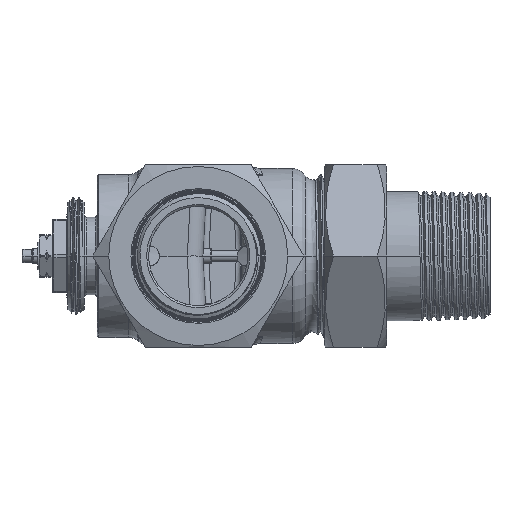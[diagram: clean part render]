
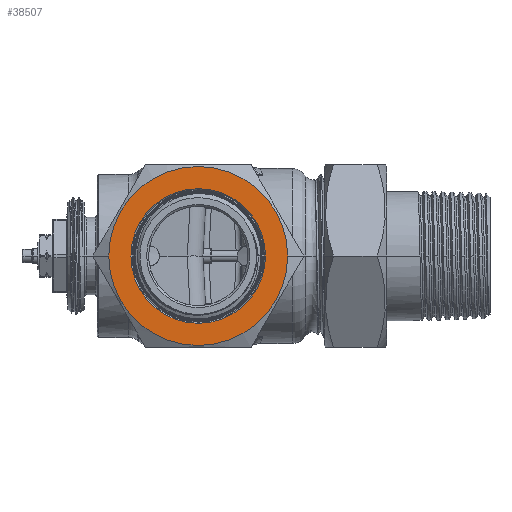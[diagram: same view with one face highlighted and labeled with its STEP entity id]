
A CAD part, left-side view. The second image highlights one B-rep face of the part: STEP entity #38507.
In plain terms, the highlighted planar face has unit normal (-1, 0, 0).
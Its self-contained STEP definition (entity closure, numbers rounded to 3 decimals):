
#1740=CARTESIAN_POINT('',(-48.4,0.,0.));
#1741=DIRECTION('',(-1.,0.,0.));
#1742=DIRECTION('',(0.,-1.,0.));
#1743=AXIS2_PLACEMENT_3D('',#1740,#1741,#1742);
#1745=CARTESIAN_POINT('',(-48.4,0.,0.));
#1746=DIRECTION('',(-1.,0.,0.));
#1747=DIRECTION('',(0.,1.,0.));
#1748=AXIS2_PLACEMENT_3D('',#1745,#1746,#1747);
#1750=CARTESIAN_POINT('',(-48.4,0.,0.));
#1751=DIRECTION('',(-1.,0.,0.));
#1752=DIRECTION('',(0.,-1.,0.));
#1753=AXIS2_PLACEMENT_3D('',#1750,#1751,#1752);
#1760=CARTESIAN_POINT('',(-48.4,0.,0.));
#1761=DIRECTION('',(-1.,0.,0.));
#1762=DIRECTION('',(0.,1.,0.));
#1763=AXIS2_PLACEMENT_3D('',#1760,#1761,#1762);
#36548=CARTESIAN_POINT('',(-48.4,-23.,0.));
#36549=CARTESIAN_POINT('',(-48.4,23.,0.));
#36550=VERTEX_POINT('',#36548);
#36551=VERTEX_POINT('',#36549);
#36576=CARTESIAN_POINT('',(-48.4,-17.3,0.));
#36577=CARTESIAN_POINT('',(-48.4,17.3,0.));
#36578=VERTEX_POINT('',#36576);
#36579=VERTEX_POINT('',#36577);
#38491=CARTESIAN_POINT('',(-48.4,0.,0.));
#38492=DIRECTION('',(1.,0.,0.));
#38493=DIRECTION('',(0.,1.,0.));
#38494=AXIS2_PLACEMENT_3D('',#38491,#38492,#38493);
#38495=PLANE('',#38494);
#38497=ORIENTED_EDGE('',*,*,#38496,.F.);
#38498=ORIENTED_EDGE('',*,*,#38479,.F.);
#38499=EDGE_LOOP('',(#38497,#38498));
#38500=FACE_OUTER_BOUND('',#38499,.F.);
#38502=ORIENTED_EDGE('',*,*,#38501,.T.);
#38504=ORIENTED_EDGE('',*,*,#38503,.T.);
#38505=EDGE_LOOP('',(#38502,#38504));
#38506=FACE_BOUND('',#38505,.F.);
#38507=ADVANCED_FACE('',(#38500,#38506),#38495,.F.);
#1744=CIRCLE('',#1743,23.);
#1749=CIRCLE('',#1748,23.);
#1754=CIRCLE('',#1753,17.3);
#1764=CIRCLE('',#1763,17.3);
#38479=EDGE_CURVE('',#36551,#36550,#1749,.T.);
#38496=EDGE_CURVE('',#36550,#36551,#1744,.T.);
#38501=EDGE_CURVE('',#36578,#36579,#1754,.T.);
#38503=EDGE_CURVE('',#36579,#36578,#1764,.T.);
